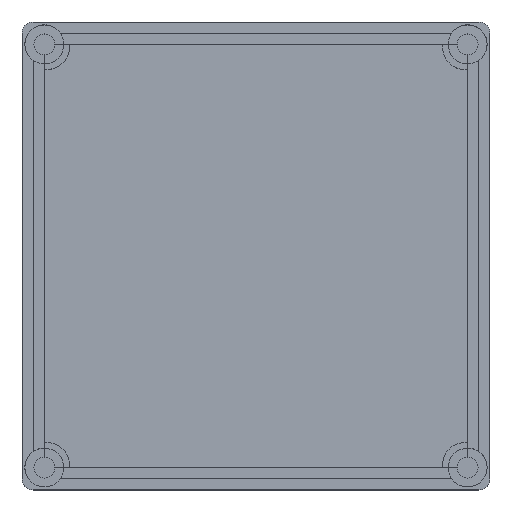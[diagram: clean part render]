
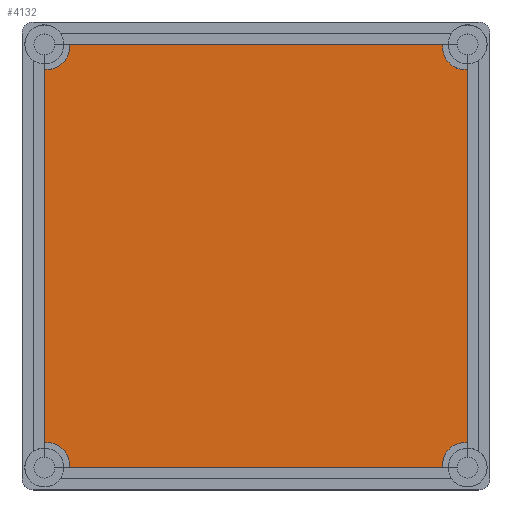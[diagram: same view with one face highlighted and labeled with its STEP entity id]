
A CAD part, top view. The second image highlights one B-rep face of the part: STEP entity #4132.
In plain terms, the highlighted planar face has unit normal (0, 0, 1).
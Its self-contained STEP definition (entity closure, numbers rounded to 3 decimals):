
#2875 = VERTEX_POINT('',#2876);
#2876 = CARTESIAN_POINT('',(4.,8.469,3.));
#2882 = EDGE_CURVE('',#2875,#2883,#2885,.T.);
#2883 = VERTEX_POINT('',#2884);
#2884 = CARTESIAN_POINT('',(4.,75.531,3.));
#2885 = LINE('',#2886,#2887);
#2886 = CARTESIAN_POINT('',(4.,4.,3.));
#2887 = VECTOR('',#2888,1.);
#2888 = DIRECTION('',(0.,1.,0.));
#3056 = VERTEX_POINT('',#3057);
#3057 = CARTESIAN_POINT('',(75.531,4.,3.));
#3063 = EDGE_CURVE('',#3056,#3064,#3066,.T.);
#3064 = VERTEX_POINT('',#3065);
#3065 = CARTESIAN_POINT('',(8.469,4.,3.));
#3066 = LINE('',#3067,#3068);
#3067 = CARTESIAN_POINT('',(80.,4.,3.));
#3068 = VECTOR('',#3069,1.);
#3069 = DIRECTION('',(-1.,0.,0.));
#3272 = VERTEX_POINT('',#3273);
#3273 = CARTESIAN_POINT('',(80.,75.531,3.));
#3279 = EDGE_CURVE('',#3272,#3280,#3282,.T.);
#3280 = VERTEX_POINT('',#3281);
#3281 = CARTESIAN_POINT('',(80.,8.469,3.));
#3282 = LINE('',#3283,#3284);
#3283 = CARTESIAN_POINT('',(80.,80.,3.));
#3284 = VECTOR('',#3285,1.);
#3285 = DIRECTION('',(0.,-1.,0.));
#3482 = VERTEX_POINT('',#3483);
#3483 = CARTESIAN_POINT('',(8.469,80.,3.));
#3489 = EDGE_CURVE('',#3482,#3490,#3492,.T.);
#3490 = VERTEX_POINT('',#3491);
#3491 = CARTESIAN_POINT('',(75.531,80.,3.));
#3492 = LINE('',#3493,#3494);
#3493 = CARTESIAN_POINT('',(4.,80.,3.));
#3494 = VECTOR('',#3495,1.);
#3495 = DIRECTION('',(1.,0.,0.));
#4112 = VERTEX_POINT('',#4113);
#4113 = CARTESIAN_POINT('',(8.5,79.5,3.));
#4119 = EDGE_CURVE('',#2883,#4112,#4120,.T.);
#4120 = CIRCLE('',#4121,4.);
#4121 = AXIS2_PLACEMENT_3D('',#4122,#4123,#4124);
#4122 = CARTESIAN_POINT('',(4.5,79.5,3.));
#4123 = DIRECTION('',(0.,0.,1.));
#4124 = DIRECTION('',(1.,0.,0.));
#4132 = ADVANCED_FACE('',(#4133),#4177,.T.);
#4133 = FACE_BOUND('',#4134,.T.);
#4134 = EDGE_LOOP('',(#4135,#4136,#4143,#4144,#4145,#4154,#4161,#4162,
    #4169,#4170));
#4135 = ORIENTED_EDGE('',*,*,#3489,.F.);
#4136 = ORIENTED_EDGE('',*,*,#4137,.F.);
#4137 = EDGE_CURVE('',#4112,#3482,#4138,.T.);
#4138 = CIRCLE('',#4139,4.);
#4139 = AXIS2_PLACEMENT_3D('',#4140,#4141,#4142);
#4140 = CARTESIAN_POINT('',(4.5,79.5,3.));
#4141 = DIRECTION('',(0.,0.,1.));
#4142 = DIRECTION('',(1.,0.,0.));
#4143 = ORIENTED_EDGE('',*,*,#4119,.F.);
#4144 = ORIENTED_EDGE('',*,*,#2882,.F.);
#4145 = ORIENTED_EDGE('',*,*,#4146,.F.);
#4146 = EDGE_CURVE('',#4147,#2875,#4149,.T.);
#4147 = VERTEX_POINT('',#4148);
#4148 = CARTESIAN_POINT('',(8.5,4.5,3.));
#4149 = CIRCLE('',#4150,4.);
#4150 = AXIS2_PLACEMENT_3D('',#4151,#4152,#4153);
#4151 = CARTESIAN_POINT('',(4.5,4.5,3.));
#4152 = DIRECTION('',(0.,0.,1.));
#4153 = DIRECTION('',(1.,0.,0.));
#4154 = ORIENTED_EDGE('',*,*,#4155,.F.);
#4155 = EDGE_CURVE('',#3064,#4147,#4156,.T.);
#4156 = CIRCLE('',#4157,4.);
#4157 = AXIS2_PLACEMENT_3D('',#4158,#4159,#4160);
#4158 = CARTESIAN_POINT('',(4.5,4.5,3.));
#4159 = DIRECTION('',(0.,0.,1.));
#4160 = DIRECTION('',(1.,0.,0.));
#4161 = ORIENTED_EDGE('',*,*,#3063,.F.);
#4162 = ORIENTED_EDGE('',*,*,#4163,.F.);
#4163 = EDGE_CURVE('',#3280,#3056,#4164,.T.);
#4164 = CIRCLE('',#4165,4.);
#4165 = AXIS2_PLACEMENT_3D('',#4166,#4167,#4168);
#4166 = CARTESIAN_POINT('',(79.5,4.5,3.));
#4167 = DIRECTION('',(0.,0.,1.));
#4168 = DIRECTION('',(1.,0.,0.));
#4169 = ORIENTED_EDGE('',*,*,#3279,.F.);
#4170 = ORIENTED_EDGE('',*,*,#4171,.F.);
#4171 = EDGE_CURVE('',#3490,#3272,#4172,.T.);
#4172 = CIRCLE('',#4173,4.);
#4173 = AXIS2_PLACEMENT_3D('',#4174,#4175,#4176);
#4174 = CARTESIAN_POINT('',(79.5,79.5,3.));
#4175 = DIRECTION('',(0.,0.,1.));
#4176 = DIRECTION('',(1.,0.,0.));
#4177 = PLANE('',#4178);
#4178 = AXIS2_PLACEMENT_3D('',#4179,#4180,#4181);
#4179 = CARTESIAN_POINT('',(42.,42.,3.));
#4180 = DIRECTION('',(0.,0.,1.));
#4181 = DIRECTION('',(1.,0.,0.));
